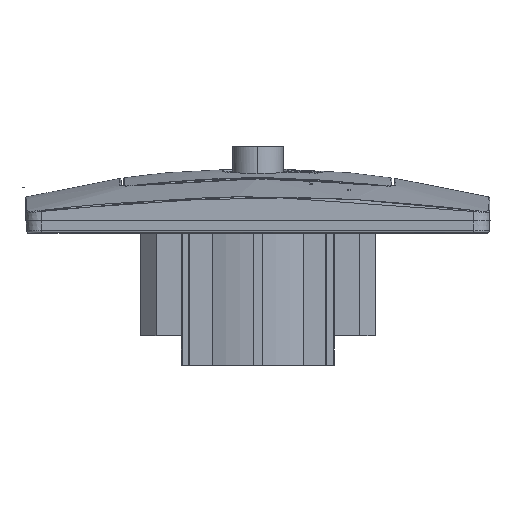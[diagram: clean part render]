
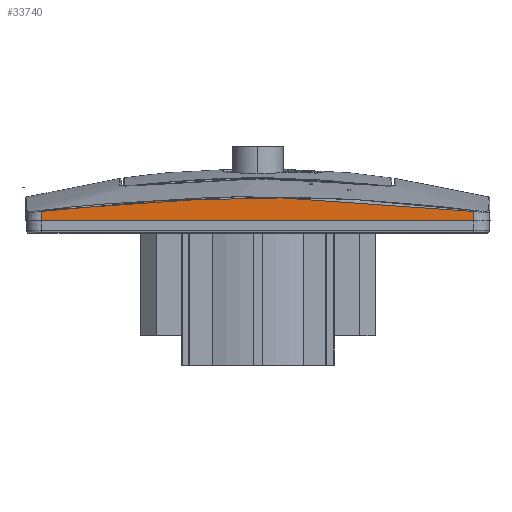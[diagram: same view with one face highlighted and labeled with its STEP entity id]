
A CAD part, left-side view. The second image highlights one B-rep face of the part: STEP entity #33740.
In plain terms, the highlighted planar face has unit normal (-1, 0, 0.018).
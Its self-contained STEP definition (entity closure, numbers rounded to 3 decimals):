
#1065 = VERTEX_POINT ( 'NONE', #27239 ) ;
#3591 = EDGE_CURVE ( 'NONE', #26392, #17885, #31143, .T. ) ;
#3961 = B_SPLINE_CURVE_WITH_KNOTS ( 'NONE', 3,
 ( #29102, #19291, #8657, #5528 ),
 .UNSPECIFIED., .F., .F.,
 ( 4, 4 ),
 ( 0., 1. ),
 .UNSPECIFIED. ) ;
#5528 = CARTESIAN_POINT ( 'NONE',  ( -43., -40., 2.3 ) ) ;
#7825 = CARTESIAN_POINT ( 'NONE',  ( -43., -40., 2.3 ) ) ;
#8657 = CARTESIAN_POINT ( 'NONE',  ( -43., -13.333, 2.3 ) ) ;
#9248 = DIRECTION ( 'NONE',  ( 0., 1., 0. ) ) ;
#9361 = CARTESIAN_POINT ( 'NONE',  ( -42.97, -40., 4.025 ) ) ;
#10099 = CARTESIAN_POINT ( 'NONE',  ( -42.926, -13.315, 6.565 ) ) ;
#11205 = EDGE_CURVE ( 'NONE', #17885, #20847, #3961, .T. ) ;
#11648 = DIRECTION ( 'NONE',  ( -1., 0., 0.017 ) ) ;
#12339 = ORIENTED_EDGE ( 'NONE', *, *, #3591, .T. ) ;
#12500 = CARTESIAN_POINT ( 'NONE',  ( -42.94, -26.649, 5.718 ) ) ;
#12703 = CARTESIAN_POINT ( 'NONE',  ( -43., 40., 2.3 ) ) ;
#12859 = AXIS2_PLACEMENT_3D ( 'NONE', #14724, #11648, #9248 ) ;
#12869 = EDGE_CURVE ( 'NONE', #1065, #26392, #16771, .T. ) ;
#12939 = EDGE_LOOP ( 'NONE', ( #19775, #25958, #24016, #12339 ) ) ;
#14029 = CARTESIAN_POINT ( 'NONE',  ( -42.98, 40., 3.45 ) ) ;
#14216 = FACE_OUTER_BOUND ( 'NONE', #12939, .T. ) ;
#14724 = CARTESIAN_POINT ( 'NONE',  ( -43., 0., 2.3 ) ) ;
#15590 = CARTESIAN_POINT ( 'NONE',  ( -42.97, -40., 4.025 ) ) ;
#16619 = CARTESIAN_POINT ( 'NONE',  ( -42.97, 40., 4.025 ) ) ;
#16771 = B_SPLINE_CURVE_WITH_KNOTS ( 'NONE', 3,
 ( #15590, #12500, #10099, #33281, #23150, #30726 ),
 .UNSPECIFIED., .F., .F.,
 ( 4, 2, 4 ),
 ( 0., 0.5, 1. ),
 .UNSPECIFIED. ) ;
#16786 = CARTESIAN_POINT ( 'NONE',  ( -43., 40., 2.3 ) ) ;
#17082 = CARTESIAN_POINT ( 'NONE',  ( -42.99, -40., 2.875 ) ) ;
#17201 = EDGE_CURVE ( 'NONE', #1065, #20847, #17563, .T. ) ;
#17563 = B_SPLINE_CURVE_WITH_KNOTS ( 'NONE', 3,
 ( #9361, #19338, #17082, #26914 ),
 .UNSPECIFIED., .F., .F.,
 ( 4, 4 ),
 ( 0., 1. ),
 .UNSPECIFIED. ) ;
#17885 = VERTEX_POINT ( 'NONE', #12703 ) ;
#19291 = CARTESIAN_POINT ( 'NONE',  ( -43., 13.333, 2.3 ) ) ;
#19338 = CARTESIAN_POINT ( 'NONE',  ( -42.98, -40., 3.45 ) ) ;
#19528 = CARTESIAN_POINT ( 'NONE',  ( -42.99, 40., 2.875 ) ) ;
#19775 = ORIENTED_EDGE ( 'NONE', *, *, #11205, .T. ) ;
#20847 = VERTEX_POINT ( 'NONE', #7825 ) ;
#23150 = CARTESIAN_POINT ( 'NONE',  ( -42.94, 26.649, 5.718 ) ) ;
#24016 = ORIENTED_EDGE ( 'NONE', *, *, #12869, .T. ) ;
#24711 = PLANE ( 'NONE',  #12859 ) ;
#25958 = ORIENTED_EDGE ( 'NONE', *, *, #17201, .F. ) ;
#26392 = VERTEX_POINT ( 'NONE', #30210 ) ;
#26914 = CARTESIAN_POINT ( 'NONE',  ( -43., -40., 2.3 ) ) ;
#27239 = CARTESIAN_POINT ( 'NONE',  ( -42.97, -40., 4.025 ) ) ;
#29102 = CARTESIAN_POINT ( 'NONE',  ( -43., 40., 2.3 ) ) ;
#30210 = CARTESIAN_POINT ( 'NONE',  ( -42.97, 40., 4.025 ) ) ;
#30726 = CARTESIAN_POINT ( 'NONE',  ( -42.97, 40., 4.025 ) ) ;
#31143 = B_SPLINE_CURVE_WITH_KNOTS ( 'NONE', 3,
 ( #16619, #14029, #19528, #16786 ),
 .UNSPECIFIED., .F., .F.,
 ( 4, 4 ),
 ( 0., 1. ),
 .UNSPECIFIED. ) ;
#33281 = CARTESIAN_POINT ( 'NONE',  ( -42.926, 13.315, 6.565 ) ) ;
#33740 = ADVANCED_FACE ( 'NONE', ( #14216 ), #24711, .T. ) ;
